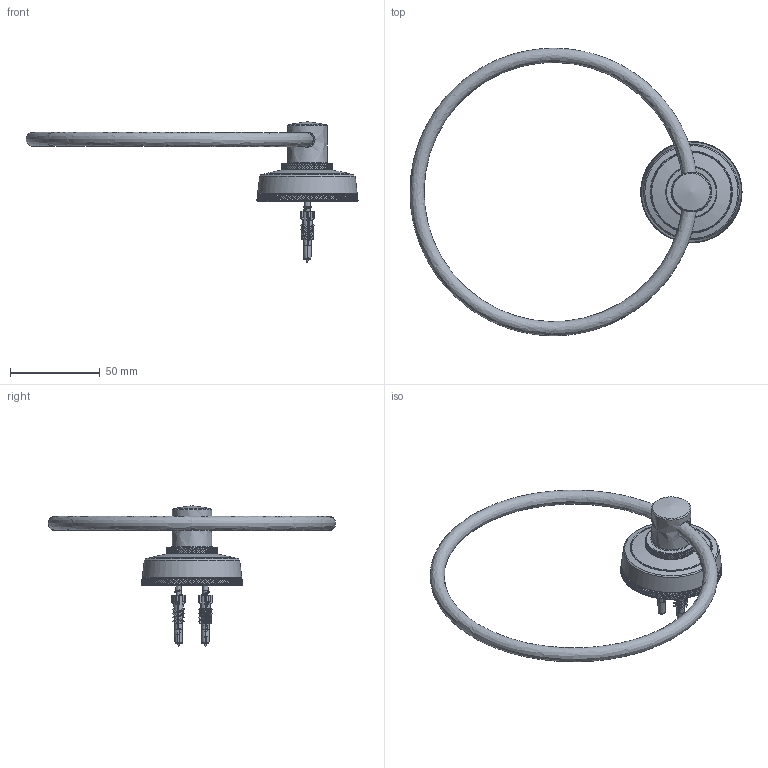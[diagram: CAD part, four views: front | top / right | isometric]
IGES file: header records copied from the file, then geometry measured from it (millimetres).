
Global section: file name: N1498-6; native system: Autodesk Inventor 2020; preprocessor: unknown; author: camerond; date: 20200521.142625; units: millimetre
Bounding box: 185.11 x 160.28 x 78.37 mm (x, y, z)
Volume: 64505 mm3; surface area: 36069.7 mm2
Topology: 10 solids, 10 shells, 5957 faces, 13340 edges, 7396 vertices
Faces by surface type: bspline 5957
